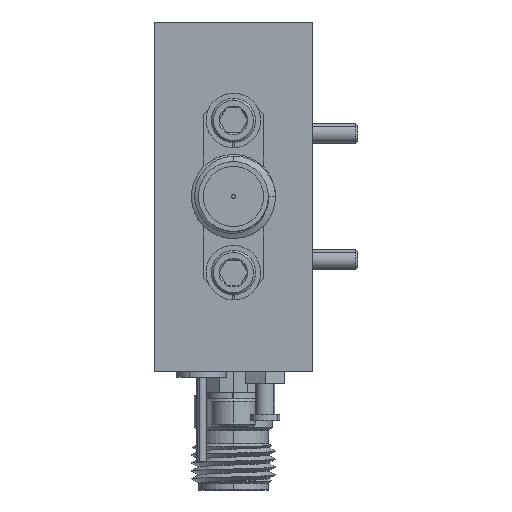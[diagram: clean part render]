
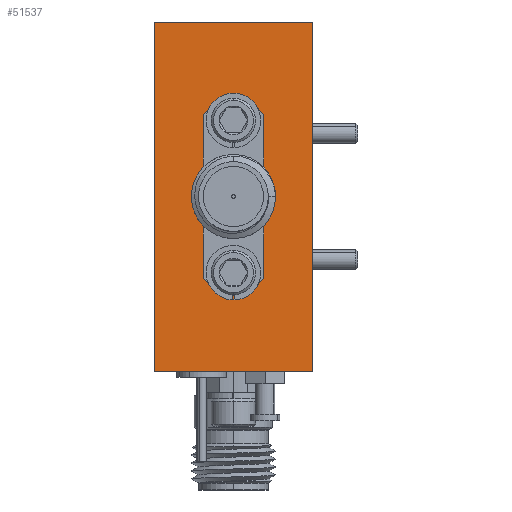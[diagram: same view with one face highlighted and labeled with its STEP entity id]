
A CAD part, left-side view. The second image highlights one B-rep face of the part: STEP entity #51537.
In plain terms, the highlighted planar face has unit normal (-1, 0, 0).
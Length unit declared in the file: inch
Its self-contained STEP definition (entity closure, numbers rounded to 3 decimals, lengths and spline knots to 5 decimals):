
#82 = CIRCLE ( 'NONE', #18467, 0.035 ) ;
#304 = VERTEX_POINT ( 'NONE', #49398 ) ;
#473 = EDGE_CURVE ( 'NONE', #4811, #29119, #20055, .T. ) ;
#1508 = CIRCLE ( 'NONE', #40960, 0.039 ) ;
#2118 = VECTOR ( 'NONE', #42898, 39.37008 ) ;
#2808 = CARTESIAN_POINT ( 'NONE',  ( -0.9, 0.25, 0.24 ) ) ;
#3128 = DIRECTION ( 'NONE',  ( -1., 0., 0. ) ) ;
#3600 = ORIENTED_EDGE ( 'NONE', *, *, #32153, .F. ) ;
#4011 = DIRECTION ( 'NONE',  ( 1., 0., 0. ) ) ;
#4299 = AXIS2_PLACEMENT_3D ( 'NONE', #2808, #18747, #20364 ) ;
#4301 = CARTESIAN_POINT ( 'NONE',  ( -0.9, 0.25, 0.205 ) ) ;
#4811 = VERTEX_POINT ( 'NONE', #4301 ) ;
#5232 = CARTESIAN_POINT ( 'NONE',  ( -0.9, 0.5, -0.55 ) ) ;
#5292 = CARTESIAN_POINT ( 'NONE',  ( -0.9, 0., 0.55 ) ) ;
#5386 = EDGE_CURVE ( 'NONE', #39952, #49256, #14200, .T. ) ;
#5495 = ORIENTED_EDGE ( 'NONE', *, *, #35401, .T. ) ;
#7106 = EDGE_LOOP ( 'NONE', ( #5495, #30897, #50962, #53382 ) ) ;
#7455 = EDGE_LOOP ( 'NONE', ( #52243, #3600 ) ) ;
#7645 = FACE_BOUND ( 'NONE', #7455, .T. ) ;
#7953 = VERTEX_POINT ( 'NONE', #24571 ) ;
#8094 = CARTESIAN_POINT ( 'NONE',  ( -0.9, 0.5, 0.55 ) ) ;
#8583 = VECTOR ( 'NONE', #13636, 39.37008 ) ;
#8934 = FACE_BOUND ( 'NONE', #15203, .T. ) ;
#9788 = CARTESIAN_POINT ( 'NONE',  ( -0.9, 0.5, 0.55 ) ) ;
#12060 = VECTOR ( 'NONE', #51154, 39.37008 ) ;
#12957 = EDGE_LOOP ( 'NONE', ( #27236, #43664 ) ) ;
#13636 = DIRECTION ( 'NONE',  ( 0., 0., 1. ) ) ;
#13788 = LINE ( 'NONE', #5292, #8583 ) ;
#14200 = CIRCLE ( 'NONE', #30231, 0.039 ) ;
#14368 = CARTESIAN_POINT ( 'NONE',  ( -0.9, 0.25, 0.24 ) ) ;
#14434 = CARTESIAN_POINT ( 'NONE',  ( -0.9, 0.5, -0.55 ) ) ;
#14732 = DIRECTION ( 'NONE',  ( -1., 0., 0. ) ) ;
#14991 = EDGE_CURVE ( 'NONE', #18607, #304, #18351, .T. ) ;
#15014 = AXIS2_PLACEMENT_3D ( 'NONE', #37389, #4011, #37553 ) ;
#15203 = EDGE_LOOP ( 'NONE', ( #34353, #51085 ) ) ;
#15595 = VERTEX_POINT ( 'NONE', #49787 ) ;
#15818 = EDGE_CURVE ( 'NONE', #16004, #7953, #34133, .T. ) ;
#15946 = DIRECTION ( 'NONE',  ( 0., -1., 0. ) ) ;
#16004 = VERTEX_POINT ( 'NONE', #27298 ) ;
#16621 = LINE ( 'NONE', #5232, #12060 ) ;
#18351 = LINE ( 'NONE', #8094, #19680 ) ;
#18467 = AXIS2_PLACEMENT_3D ( 'NONE', #35995, #18895, #48395 ) ;
#18607 = VERTEX_POINT ( 'NONE', #9788 ) ;
#18747 = DIRECTION ( 'NONE',  ( -1., 0., 0. ) ) ;
#18895 = DIRECTION ( 'NONE',  ( -1., 0., 0. ) ) ;
#19680 = VECTOR ( 'NONE', #15946, 39.37008 ) ;
#19878 = EDGE_CURVE ( 'NONE', #44513, #15595, #16621, .T. ) ;
#20055 = CIRCLE ( 'NONE', #54017, 0.035 ) ;
#20364 = DIRECTION ( 'NONE',  ( 0., 0., 1. ) ) ;
#21193 = DIRECTION ( 'NONE',  ( -1., 0., 0. ) ) ;
#21390 = FACE_OUTER_BOUND ( 'NONE', #7106, .T. ) ;
#21634 = CARTESIAN_POINT ( 'NONE',  ( -0.9, 0.25, 0. ) ) ;
#21994 = DIRECTION ( 'NONE',  ( -1., 0., 0. ) ) ;
#24094 = CARTESIAN_POINT ( 'NONE',  ( -0.9, 0.25, 0.039 ) ) ;
#24571 = CARTESIAN_POINT ( 'NONE',  ( -0.9, 0.25, -0.275 ) ) ;
#25329 = DIRECTION ( 'NONE',  ( 0., 0., 1. ) ) ;
#27236 = ORIENTED_EDGE ( 'NONE', *, *, #34428, .F. ) ;
#27298 = CARTESIAN_POINT ( 'NONE',  ( -0.9, 0.25, -0.205 ) ) ;
#29119 = VERTEX_POINT ( 'NONE', #44502 ) ;
#30231 = AXIS2_PLACEMENT_3D ( 'NONE', #40915, #3128, #32362 ) ;
#30327 = DIRECTION ( 'NONE',  ( 0., 0., 1. ) ) ;
#30897 = ORIENTED_EDGE ( 'NONE', *, *, #14991, .F. ) ;
#31515 = DIRECTION ( 'NONE',  ( 0., 0., 1. ) ) ;
#32153 = EDGE_CURVE ( 'NONE', #7953, #16004, #82, .T. ) ;
#32362 = DIRECTION ( 'NONE',  ( 0., 0., 1. ) ) ;
#33741 = FACE_BOUND ( 'NONE', #12957, .T. ) ;
#34133 = CIRCLE ( 'NONE', #44578, 0.035 ) ;
#34353 = ORIENTED_EDGE ( 'NONE', *, *, #45474, .F. ) ;
#34428 = EDGE_CURVE ( 'NONE', #29119, #4811, #49882, .T. ) ;
#35401 = EDGE_CURVE ( 'NONE', #15595, #304, #13788, .T. ) ;
#35995 = CARTESIAN_POINT ( 'NONE',  ( -0.9, 0.25, -0.24 ) ) ;
#37389 = CARTESIAN_POINT ( 'NONE',  ( -0.9, 0.5, 0.55 ) ) ;
#37553 = DIRECTION ( 'NONE',  ( 0., 0., -1. ) ) ;
#39952 = VERTEX_POINT ( 'NONE', #46590 ) ;
#40634 = EDGE_CURVE ( 'NONE', #44513, #18607, #50433, .T. ) ;
#40915 = CARTESIAN_POINT ( 'NONE',  ( -0.9, 0.25, 0. ) ) ;
#40960 = AXIS2_PLACEMENT_3D ( 'NONE', #21634, #21994, #30327 ) ;
#41237 = PLANE ( 'NONE',  #15014 ) ;
#42898 = DIRECTION ( 'NONE',  ( 0., 0., 1. ) ) ;
#43664 = ORIENTED_EDGE ( 'NONE', *, *, #473, .F. ) ;
#44502 = CARTESIAN_POINT ( 'NONE',  ( -0.9, 0.25, 0.275 ) ) ;
#44513 = VERTEX_POINT ( 'NONE', #14434 ) ;
#44578 = AXIS2_PLACEMENT_3D ( 'NONE', #46118, #21193, #25329 ) ;
#45474 = EDGE_CURVE ( 'NONE', #49256, #39952, #1508, .T. ) ;
#46118 = CARTESIAN_POINT ( 'NONE',  ( -0.9, 0.25, -0.24 ) ) ;
#46590 = CARTESIAN_POINT ( 'NONE',  ( -0.9, 0.25, -0.039 ) ) ;
#46699 = CARTESIAN_POINT ( 'NONE',  ( -0.9, 0.5, 0.55 ) ) ;
#48395 = DIRECTION ( 'NONE',  ( 0., 0., 1. ) ) ;
#49256 = VERTEX_POINT ( 'NONE', #24094 ) ;
#49398 = CARTESIAN_POINT ( 'NONE',  ( -0.9, 0., 0.55 ) ) ;
#49787 = CARTESIAN_POINT ( 'NONE',  ( -0.9, 0., -0.55 ) ) ;
#49882 = CIRCLE ( 'NONE', #4299, 0.035 ) ;
#50433 = LINE ( 'NONE', #46699, #2118 ) ;
#50962 = ORIENTED_EDGE ( 'NONE', *, *, #40634, .F. ) ;
#51085 = ORIENTED_EDGE ( 'NONE', *, *, #5386, .F. ) ;
#51154 = DIRECTION ( 'NONE',  ( 0., -1., 0. ) ) ;
#51537 = ADVANCED_FACE ( 'NONE', ( #7645, #33741, #8934, #21390 ), #41237, .F. ) ;
#52243 = ORIENTED_EDGE ( 'NONE', *, *, #15818, .F. ) ;
#53382 = ORIENTED_EDGE ( 'NONE', *, *, #19878, .T. ) ;
#54017 = AXIS2_PLACEMENT_3D ( 'NONE', #14368, #14732, #31515 ) ;
